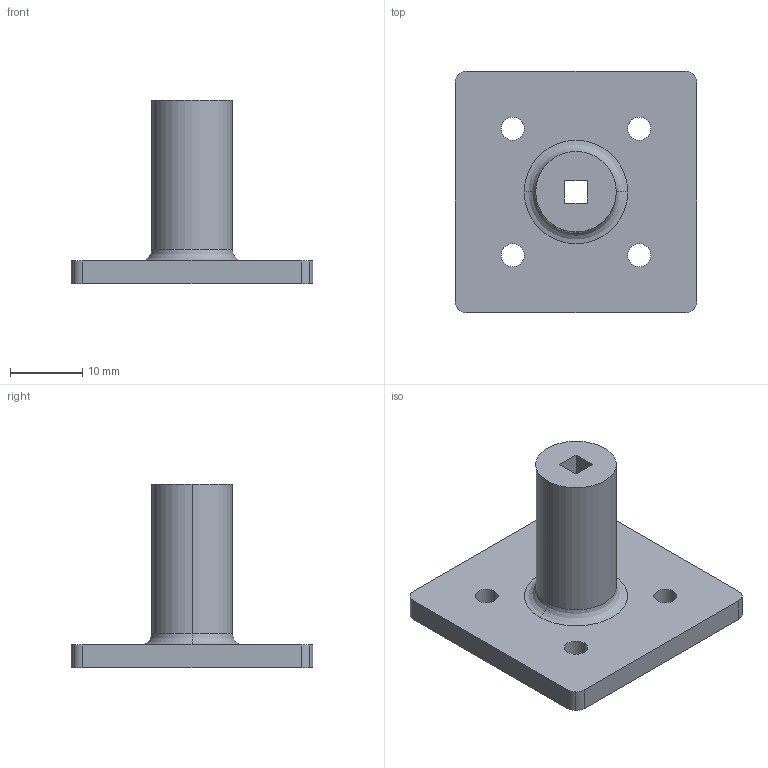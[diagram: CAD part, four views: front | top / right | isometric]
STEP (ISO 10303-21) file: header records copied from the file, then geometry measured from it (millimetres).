
FILE_DESCRIPTION((''),'2;1');
FILE_NAME('flangecoupler.stp','2001-12-07T17:26:28',('Administrator'),(''),'Autodesk Inventor (tm) 3.0','Autodesk Inventor (tm) 3.0','');
FILE_SCHEMA(('CONFIG_CONTROL_DESIGN'));
Length unit declared in the file: inch
Products named in the file (1): flangecoupler
Bounding box: 33.34 x 33.34 x 25.4 mm (x, y, z)
Volume: 5340.8 mm3; surface area: 3752.1 mm2
Topology: 1 solids, 1 shells, 31 faces, 82 edges, 54 vertices
Faces by surface type: plane 11, bspline 10, cylinder 10
Entity records: 1281 total; most frequent: CARTESIAN_POINT 392, DIRECTION 166, ORIENTED_EDGE 164, EDGE_CURVE 82, AXIS2_PLACEMENT_3D 62, VERTEX_POINT 54, VECTOR 42, LINE 42
